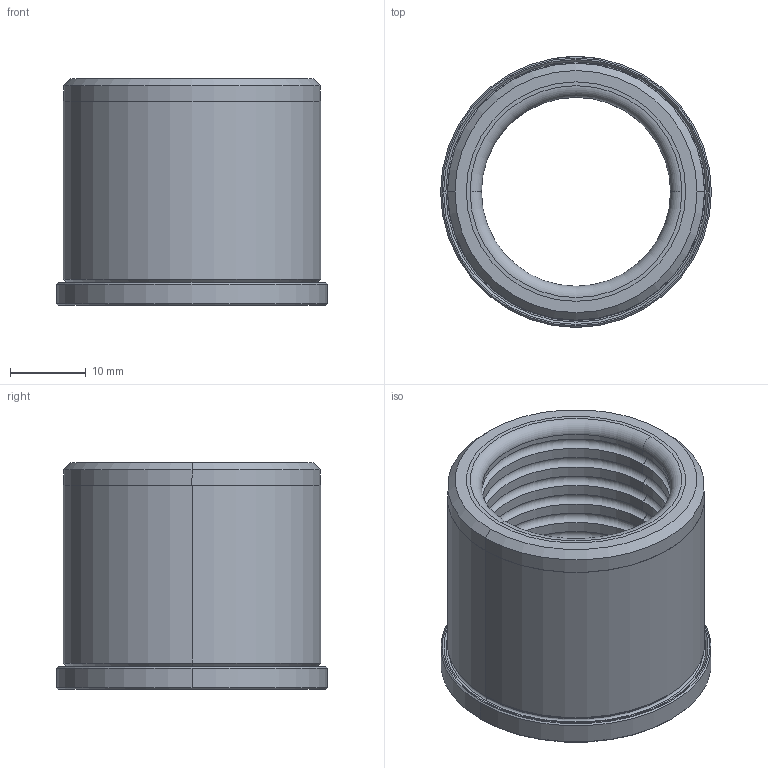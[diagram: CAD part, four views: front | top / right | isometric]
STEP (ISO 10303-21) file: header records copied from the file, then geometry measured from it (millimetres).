
FILE_DESCRIPTION (( 'STEP AP214' ), '1' );
FILE_NAME ('SGFZ-D34-d25-30.STEP', '2021-07-31T07:54:46', ( 'User' ), ( 'china' ), 'SwSTEP 2.0', 'SolidWorks 2016', '' );
FILE_SCHEMA (( 'AUTOMOTIVE_DESIGN' ));
Length unit declared in the file: millimetre
Products named in the file (3): SGFZ-D34-d25-30; SGFZ-D34-d25-30詩杶; SGFZ-D34-d25-30肣杶
Assembly tree (2 placements, depth 2):
  SGFZ-D34-d25-30
    SGFZ-D34-d25-30詩杶
    SGFZ-D34-d25-30肣杶
Bounding box: 35.8 x 35.8 x 30 mm (x, y, z)
Volume: 12038.7 mm3; surface area: 12564.5 mm2
Topology: 2 solids, 2 shells, 93 faces, 200 edges, 116 vertices
Faces by surface type: cylinder 44, torus 24, plane 15, cone 10
Entity records: 2774 total; most frequent: CARTESIAN_POINT 616, DIRECTION 480, ORIENTED_EDGE 400, AXIS2_PLACEMENT_3D 206, EDGE_CURVE 200, VERTEX_POINT 116, CIRCLE 108, EDGE_LOOP 102
